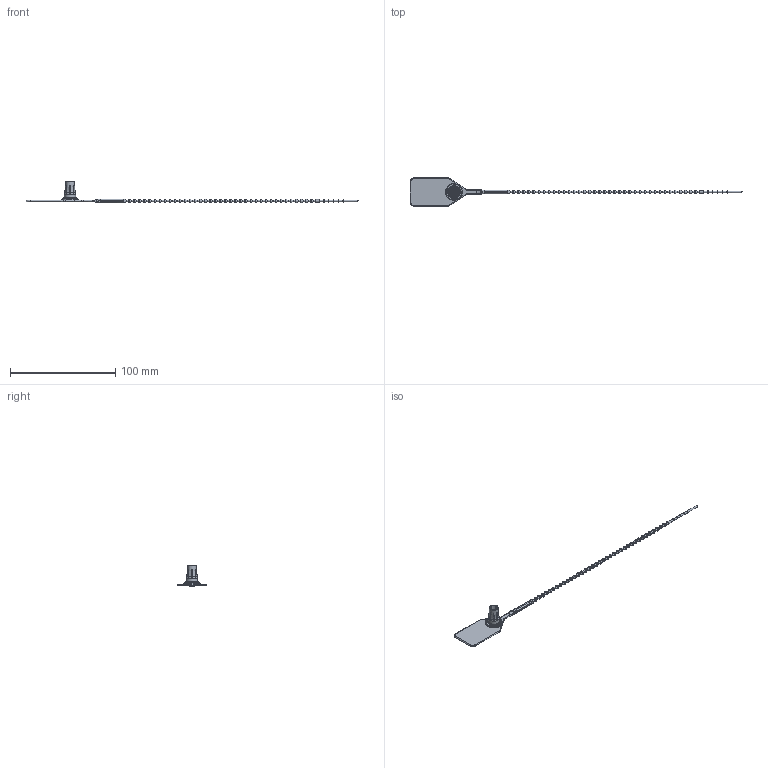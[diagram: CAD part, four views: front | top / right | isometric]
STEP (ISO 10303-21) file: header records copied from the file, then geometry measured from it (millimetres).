
FILE_DESCRIPTION(('FreeCAD Model'),'2;1');
FILE_NAME('Open CASCADE Shape Model','2025-04-29T03:59:01',('FreeCAD'),( 'FreeCAD'),'Open CASCADE STEP processor 7.6','FreeCAD','Unknown');
FILE_SCHEMA(('AUTOMOTIVE_DESIGN { 1 0 10303 214 1 1 1 1 }'));
Products named in the file (1): Open CASCADE STEP translator 7.6 1
Bounding box: 315.76 x 27 x 20.58 mm (x, y, z)
Volume: 3962 mm3; surface area: 5809 mm2
Topology: 1 solids, 1 shells, 443 faces, 1142 edges, 749 vertices
Faces by surface type: bspline 443
Entity records: 30291 total; most frequent: CARTESIAN_POINT 24168, ORIENTED_EDGE 2274, EDGE_CURVE 1137, VERTEX_POINT 749, FACE_BOUND 498, EDGE_LOOP 498, ADVANCED_FACE 443, B_SPLINE_CURVE_WITH_KNOTS 366
